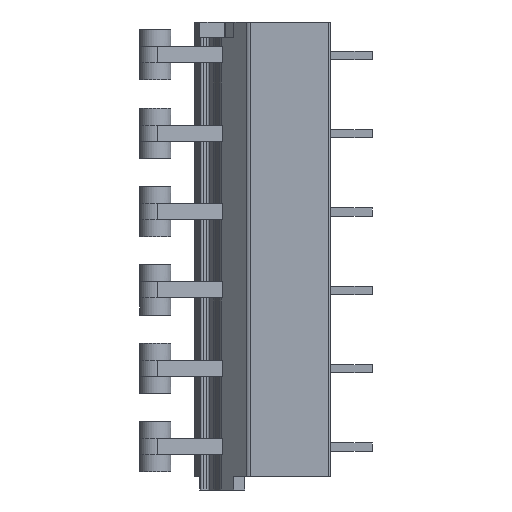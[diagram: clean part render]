
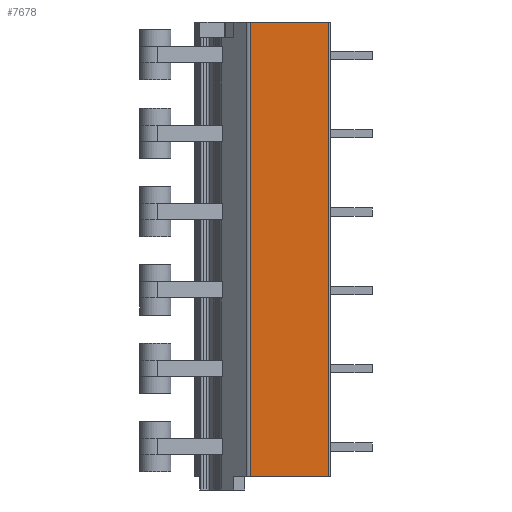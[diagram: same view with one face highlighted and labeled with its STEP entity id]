
A CAD part, left-side view. The second image highlights one B-rep face of the part: STEP entity #7678.
In plain terms, the highlighted planar face has unit normal (-1, 0, 0).
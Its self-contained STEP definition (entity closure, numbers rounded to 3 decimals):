
#30=DIRECTION('',(0.,-1.,0.));
#31=VECTOR('',#30,7.471);
#32=CARTESIAN_POINT('',(0.,7.671,-40.3));
#33=LINE('',#32,#31);
#310=DIRECTION('',(0.,-1.,0.));
#311=VECTOR('',#310,7.471);
#312=CARTESIAN_POINT('',(0.,7.671,3.2));
#313=LINE('',#312,#311);
#435=DIRECTION('',(0.,0.,1.));
#436=VECTOR('',#435,43.5);
#437=CARTESIAN_POINT('',(0.,7.671,-40.3));
#438=LINE('',#437,#436);
#439=DIRECTION('',(0.,0.,1.));
#440=VECTOR('',#439,43.5);
#441=CARTESIAN_POINT('',(0.,0.2,-40.3));
#442=LINE('',#441,#440);
#5896=CARTESIAN_POINT('',(0.,7.671,-40.3));
#5898=VERTEX_POINT('',#5896);
#5899=CARTESIAN_POINT('',(0.,0.2,-40.3));
#5900=VERTEX_POINT('',#5899);
#6016=CARTESIAN_POINT('',(0.,7.671,3.2));
#6018=VERTEX_POINT('',#6016);
#6019=CARTESIAN_POINT('',(0.,0.2,3.2));
#6020=VERTEX_POINT('',#6019);
#7666=CARTESIAN_POINT('',(0.,7.671,-40.3));
#7667=DIRECTION('',(-1.,0.,0.));
#7668=DIRECTION('',(0.,-1.,0.));
#7669=AXIS2_PLACEMENT_3D('',#7666,#7667,#7668);
#7670=PLANE('',#7669);
#7671=ORIENTED_EDGE('',*,*,#7660,.T.);
#7672=ORIENTED_EDGE('',*,*,#7562,.T.);
#7674=ORIENTED_EDGE('',*,*,#7673,.F.);
#7675=ORIENTED_EDGE('',*,*,#7362,.F.);
#7676=EDGE_LOOP('',(#7671,#7672,#7674,#7675));
#7677=FACE_OUTER_BOUND('',#7676,.F.);
#7678=ADVANCED_FACE('',(#7677),#7670,.T.);
#7362=EDGE_CURVE('',#5898,#5900,#33,.T.);
#7562=EDGE_CURVE('',#6018,#6020,#313,.T.);
#7660=EDGE_CURVE('',#5898,#6018,#438,.T.);
#7673=EDGE_CURVE('',#5900,#6020,#442,.T.);
